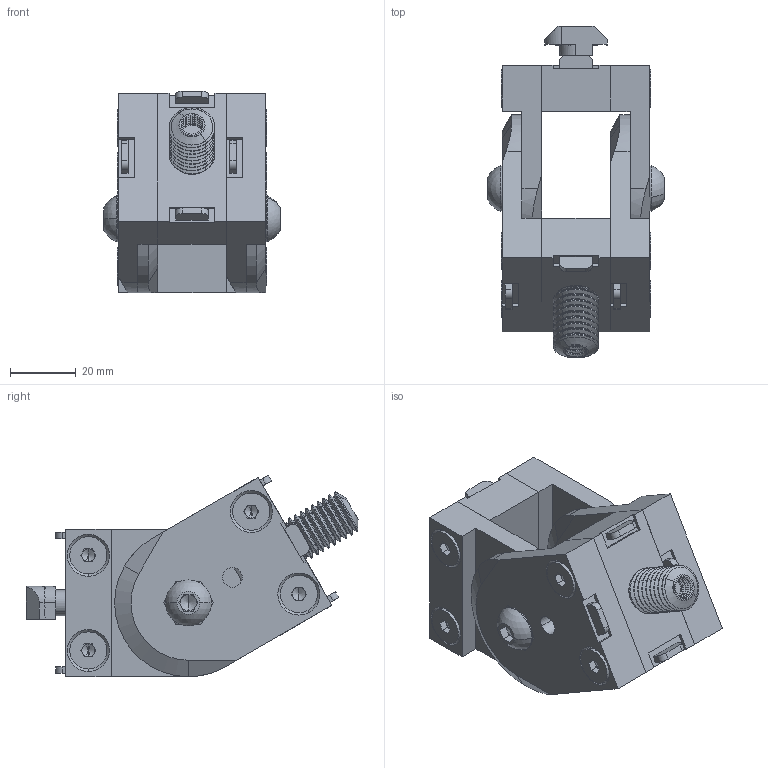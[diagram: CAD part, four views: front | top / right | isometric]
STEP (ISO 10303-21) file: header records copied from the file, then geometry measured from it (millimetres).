
FILE_DESCRIPTION (( 'STEP AP203' ), '1' );
FILE_NAME ('8.31.4545B.STEP', '2014-06-26T02:39:02', ( 'USER' ), ( 'Microsoft' ), 'SwSTEP 2.0', 'SolidWorks 2012', '' );
FILE_SCHEMA (( 'CONFIG_CONTROL_DESIGN' ));
Length unit declared in the file: millimetre
Products named in the file (1): 8.31.4545B
Bounding box: 53.8 x 101.18 x 61.37 mm (x, y, z)
Surface area: 36270.8 mm2 (no closed solid volume)
Topology: 0 solids, 44 shells, 559 faces, 1530 edges, 995 vertices
Faces by surface type: plane 276, cone 133, cylinder 84, torus 62, sphere 4
Entity records: 17766 total; most frequent: CARTESIAN_POINT 3606, DIRECTION 3070, ORIENTED_EDGE 2654, EDGE_CURVE 1510, AXIS2_PLACEMENT_3D 1111, VERTEX_POINT 995, LINE 848, VECTOR 848
